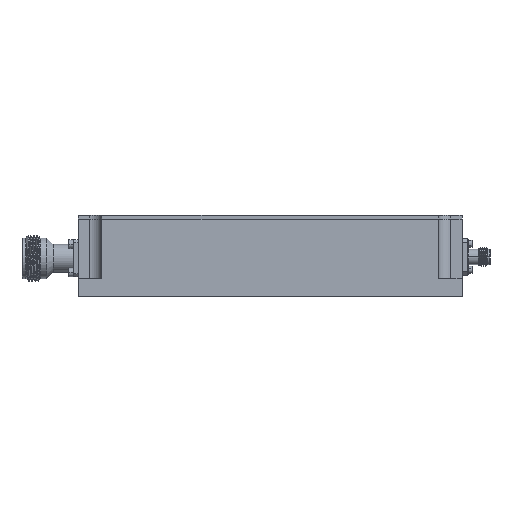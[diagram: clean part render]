
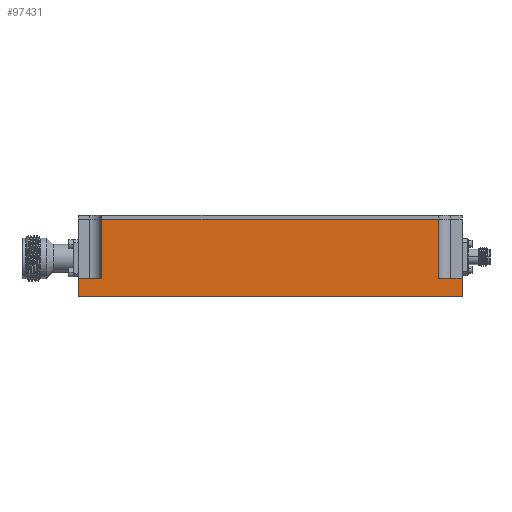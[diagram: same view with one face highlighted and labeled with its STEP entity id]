
A CAD part, left-side view. The second image highlights one B-rep face of the part: STEP entity #97431.
In plain terms, the highlighted planar face has unit normal (-1, 0, 0).
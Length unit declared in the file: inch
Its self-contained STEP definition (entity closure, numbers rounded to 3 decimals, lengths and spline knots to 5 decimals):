
#1435 = VECTOR ( 'NONE', #63692, 39.37008 ) ;
#7981 = ORIENTED_EDGE ( 'NONE', *, *, #67585, .F. ) ;
#13801 = EDGE_CURVE ( 'NONE', #47581, #50810, #52530, .T. ) ;
#13819 = CARTESIAN_POINT ( 'NONE',  ( -1.95, -2.28, 0.5 ) ) ;
#14230 = CARTESIAN_POINT ( 'NONE',  ( -1.95, 2.28, -0.3 ) ) ;
#21677 = DIRECTION ( 'NONE',  ( 0., -1., 0. ) ) ;
#24327 = ORIENTED_EDGE ( 'NONE', *, *, #39764, .T. ) ;
#27526 = ORIENTED_EDGE ( 'NONE', *, *, #13801, .T. ) ;
#29568 = CARTESIAN_POINT ( 'NONE',  ( -1.95, 2.28, 0.5 ) ) ;
#29845 = VECTOR ( 'NONE', #21677, 39.37008 ) ;
#31659 = VECTOR ( 'NONE', #37885, 39.37008 ) ;
#33268 = VERTEX_POINT ( 'NONE', #85841 ) ;
#34077 = DIRECTION ( 'NONE',  ( 0., 0., 1. ) ) ;
#34571 = CARTESIAN_POINT ( 'NONE',  ( -1.95, -2.28, -1.00255 ) ) ;
#35214 = VECTOR ( 'NONE', #92524, 39.37008 ) ;
#36412 = LINE ( 'NONE', #89749, #64507 ) ;
#37673 = CARTESIAN_POINT ( 'NONE',  ( -1.95, -2.6, 0.55 ) ) ;
#37885 = DIRECTION ( 'NONE',  ( 0., 0., -1. ) ) ;
#39764 = EDGE_CURVE ( 'NONE', #33268, #103172, #117633, .T. ) ;
#44157 = DIRECTION ( 'NONE',  ( 0., 0., 1. ) ) ;
#45136 = CARTESIAN_POINT ( 'NONE',  ( -1.95, 2.6, 0.55 ) ) ;
#46407 = LINE ( 'NONE', #54806, #35214 ) ;
#47441 = CARTESIAN_POINT ( 'NONE',  ( -1.95, 2.6, -0.3 ) ) ;
#47581 = VERTEX_POINT ( 'NONE', #78839 ) ;
#49221 = LINE ( 'NONE', #47441, #29845 ) ;
#50810 = VERTEX_POINT ( 'NONE', #13819 ) ;
#52530 = LINE ( 'NONE', #34571, #103474 ) ;
#54806 = CARTESIAN_POINT ( 'NONE',  ( -1.95, -2.6, -0.3 ) ) ;
#61356 = EDGE_LOOP ( 'NONE', ( #27526, #84201, #62580, #74352, #63659, #24327, #63505, #7981 ) ) ;
#62580 = ORIENTED_EDGE ( 'NONE', *, *, #99773, .F. ) ;
#62778 = DIRECTION ( 'NONE',  ( 0., 1., 0. ) ) ;
#63505 = ORIENTED_EDGE ( 'NONE', *, *, #116383, .F. ) ;
#63659 = ORIENTED_EDGE ( 'NONE', *, *, #104373, .T. ) ;
#63692 = DIRECTION ( 'NONE',  ( 0., -1., 0. ) ) ;
#64507 = VECTOR ( 'NONE', #62778, 39.37008 ) ;
#65202 = DIRECTION ( 'NONE',  ( 1., 0., 0. ) ) ;
#65424 = CARTESIAN_POINT ( 'NONE',  ( -1.95, -2.6, 0.55 ) ) ;
#67585 = EDGE_CURVE ( 'NONE', #47581, #114046, #46407, .T. ) ;
#69813 = CARTESIAN_POINT ( 'NONE',  ( -1.95, 2.6, -0.3 ) ) ;
#74094 = VECTOR ( 'NONE', #101421, 39.37008 ) ;
#74352 = ORIENTED_EDGE ( 'NONE', *, *, #101209, .F. ) ;
#75810 = EDGE_CURVE ( 'NONE', #50810, #105615, #36412, .T. ) ;
#78839 = CARTESIAN_POINT ( 'NONE',  ( -1.95, -2.28, -0.3 ) ) ;
#79557 = LINE ( 'NONE', #116127, #104330 ) ;
#81987 = CARTESIAN_POINT ( 'NONE',  ( -1.95, -2.6, -0.3 ) ) ;
#83165 = FACE_OUTER_BOUND ( 'NONE', #61356, .T. ) ;
#83756 = PLANE ( 'NONE',  #110073 ) ;
#84201 = ORIENTED_EDGE ( 'NONE', *, *, #75810, .T. ) ;
#85841 = CARTESIAN_POINT ( 'NONE',  ( -1.95, 2.6, -0.55 ) ) ;
#89500 = CARTESIAN_POINT ( 'NONE',  ( -1.95, -2.6, -0.55 ) ) ;
#89749 = CARTESIAN_POINT ( 'NONE',  ( -1.95, -2.6, 0.5 ) ) ;
#92524 = DIRECTION ( 'NONE',  ( 0., -1., 0. ) ) ;
#97431 = ADVANCED_FACE ( 'NONE', ( #83165 ), #83756, .F. ) ;
#99773 = EDGE_CURVE ( 'NONE', #112159, #105615, #79557, .T. ) ;
#100828 = LINE ( 'NONE', #45136, #74094 ) ;
#101209 = EDGE_CURVE ( 'NONE', #115626, #112159, #49221, .T. ) ;
#101421 = DIRECTION ( 'NONE',  ( 0., 0., -1. ) ) ;
#101775 = DIRECTION ( 'NONE',  ( 0., 1., 0. ) ) ;
#102460 = CARTESIAN_POINT ( 'NONE',  ( -1.95, -2.6, -0.55 ) ) ;
#103172 = VERTEX_POINT ( 'NONE', #102460 ) ;
#103474 = VECTOR ( 'NONE', #44157, 39.37008 ) ;
#103762 = LINE ( 'NONE', #65424, #31659 ) ;
#104330 = VECTOR ( 'NONE', #34077, 39.37008 ) ;
#104373 = EDGE_CURVE ( 'NONE', #115626, #33268, #100828, .T. ) ;
#105615 = VERTEX_POINT ( 'NONE', #29568 ) ;
#110073 = AXIS2_PLACEMENT_3D ( 'NONE', #37673, #65202, #101775 ) ;
#112159 = VERTEX_POINT ( 'NONE', #14230 ) ;
#114046 = VERTEX_POINT ( 'NONE', #81987 ) ;
#115626 = VERTEX_POINT ( 'NONE', #69813 ) ;
#116127 = CARTESIAN_POINT ( 'NONE',  ( -1.95, 2.28, -1.00255 ) ) ;
#116383 = EDGE_CURVE ( 'NONE', #114046, #103172, #103762, .T. ) ;
#117633 = LINE ( 'NONE', #89500, #1435 ) ;
